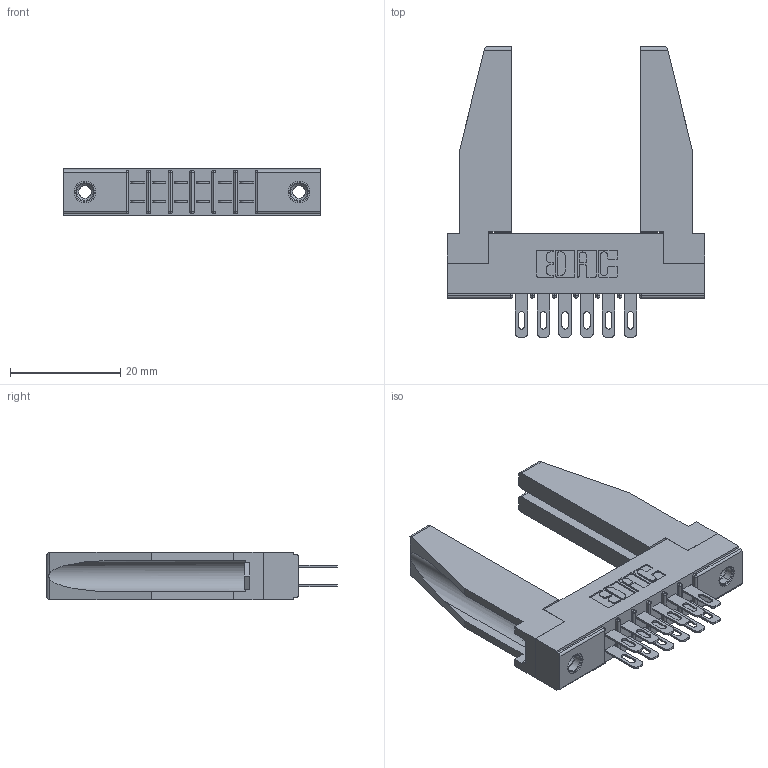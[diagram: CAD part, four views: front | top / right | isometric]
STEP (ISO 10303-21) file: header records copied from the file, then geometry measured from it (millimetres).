
FILE_DESCRIPTION (( 'STEP AP203' ), '1' );
FILE_NAME ('355-012-500-278.STEP', '2019-09-11T00:33:19', ( '' ), ( '' ), 'SwSTEP 2.0', 'SolidWorks 2016', '' );
FILE_SCHEMA (( 'CONFIG_CONTROL_DESIGN' ));
Length unit declared in the file: inch
Products named in the file (5): 307-220-078; 305-290-001_500; 305 Part_.156 Dia; 355-012-500-278; 345-250-001_345-250-001-102
Assembly tree (17 placements, depth 2):
  355-012-500-278
    305 Part_.156 Dia
    305-290-001_500  x12
    345-250-001_345-250-001-102  x2
    307-220-078  x2
Bounding box: 46.79 x 52.88 x 8.71 mm (x, y, z)
Volume: 6985.1 mm3; surface area: 8755.4 mm2
Topology: 17 solids, 17 shells, 846 faces, 2368 edges, 1536 vertices
Faces by surface type: plane 488, cylinder 318, sphere 24, cone 12, torus 4
Entity records: 13340 total; most frequent: CARTESIAN_POINT 2214, ORIENTED_EDGE 2150, DIRECTION 2131, EDGE_CURVE 1075, VECTOR 825, LINE 825, VERTEX_POINT 694, AXIS2_PLACEMENT_3D 653
